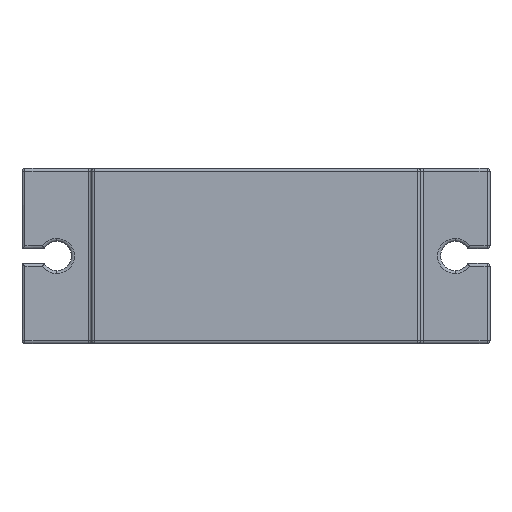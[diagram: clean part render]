
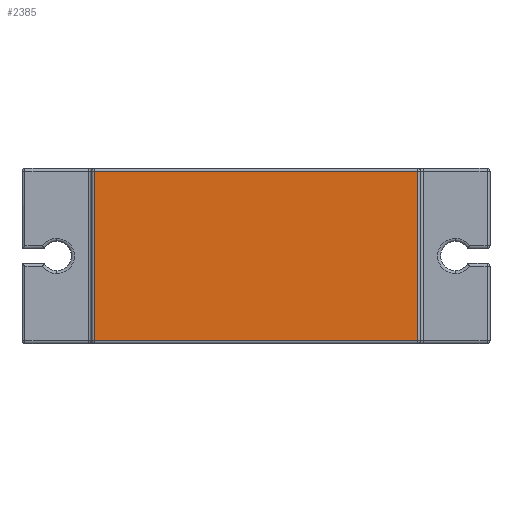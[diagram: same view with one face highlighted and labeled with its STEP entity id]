
A CAD part, front view. The second image highlights one B-rep face of the part: STEP entity #2385.
In plain terms, the highlighted planar face has unit normal (0, -1, 0).
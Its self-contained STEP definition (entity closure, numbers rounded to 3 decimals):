
#267 = AXIS2_PLACEMENT_3D ( 'NONE', #5032, #2652, #2606 ) ;
#392 = EDGE_LOOP ( 'NONE', ( #2150, #3155, #2781, #4878 ) ) ;
#579 = DIRECTION ( 'NONE',  ( 0., 0., 1. ) ) ;
#755 = CARTESIAN_POINT ( 'NONE',  ( -11.25, -16., 5.8 ) ) ;
#757 = LINE ( 'NONE', #4900, #3351 ) ;
#839 = DIRECTION ( 'NONE',  ( 1., 0., 0. ) ) ;
#849 = VERTEX_POINT ( 'NONE', #5131 ) ;
#1530 = PLANE ( 'NONE',  #267 ) ;
#1573 = EDGE_CURVE ( 'NONE', #6031, #849, #2760, .T. ) ;
#1774 = EDGE_CURVE ( 'NONE', #6123, #6031, #757, .T. ) ;
#2013 = CARTESIAN_POINT ( 'NONE',  ( 11.05, -16., 6. ) ) ;
#2150 = ORIENTED_EDGE ( 'NONE', *, *, #2524, .T. ) ;
#2249 = EDGE_CURVE ( 'NONE', #849, #3332, #4779, .T. ) ;
#2385 = ADVANCED_FACE ( 'NONE', ( #5153 ), #1530, .F. ) ;
#2524 = EDGE_CURVE ( 'NONE', #3332, #6123, #4839, .T. ) ;
#2553 = CARTESIAN_POINT ( 'NONE',  ( -11.05, -16., 5.8 ) ) ;
#2581 = CARTESIAN_POINT ( 'NONE',  ( 11.05, -16., 5.8 ) ) ;
#2606 = DIRECTION ( 'NONE',  ( 0., 0., 1. ) ) ;
#2652 = DIRECTION ( 'NONE',  ( 0., 1., 0. ) ) ;
#2760 = LINE ( 'NONE', #4264, #4943 ) ;
#2781 = ORIENTED_EDGE ( 'NONE', *, *, #1573, .T. ) ;
#2912 = CARTESIAN_POINT ( 'NONE',  ( -11.05, -16., -5.8 ) ) ;
#3155 = ORIENTED_EDGE ( 'NONE', *, *, #1774, .T. ) ;
#3332 = VERTEX_POINT ( 'NONE', #2581 ) ;
#3351 = VECTOR ( 'NONE', #5806, 1000. ) ;
#4264 = CARTESIAN_POINT ( 'NONE',  ( 11.25, -16., -5.8 ) ) ;
#4779 = LINE ( 'NONE', #2013, #5682 ) ;
#4839 = LINE ( 'NONE', #755, #4994 ) ;
#4878 = ORIENTED_EDGE ( 'NONE', *, *, #2249, .T. ) ;
#4900 = CARTESIAN_POINT ( 'NONE',  ( -11.05, -16., -6. ) ) ;
#4943 = VECTOR ( 'NONE', #839, 1000. ) ;
#4994 = VECTOR ( 'NONE', #6105, 1000. ) ;
#5032 = CARTESIAN_POINT ( 'NONE',  ( 0., -16., 0. ) ) ;
#5131 = CARTESIAN_POINT ( 'NONE',  ( 11.05, -16., -5.8 ) ) ;
#5153 = FACE_OUTER_BOUND ( 'NONE', #392, .T. ) ;
#5682 = VECTOR ( 'NONE', #579, 1000. ) ;
#5806 = DIRECTION ( 'NONE',  ( 0., 0., -1. ) ) ;
#6031 = VERTEX_POINT ( 'NONE', #2912 ) ;
#6105 = DIRECTION ( 'NONE',  ( -1., 0., 0. ) ) ;
#6123 = VERTEX_POINT ( 'NONE', #2553 ) ;
